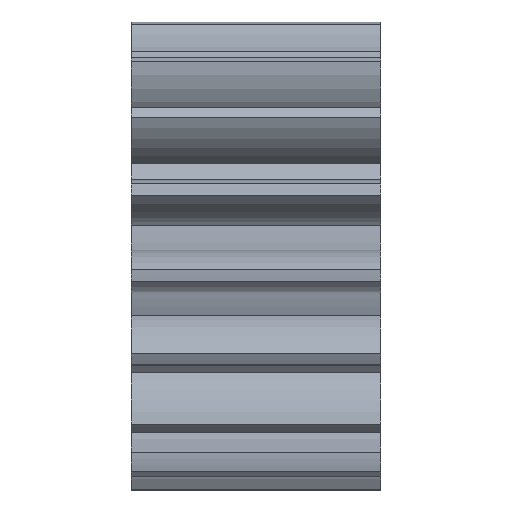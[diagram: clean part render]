
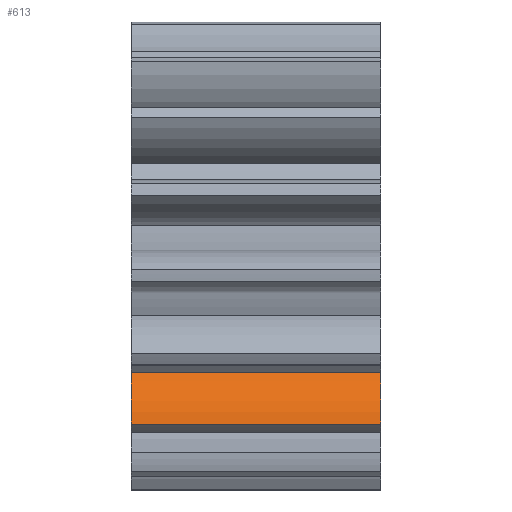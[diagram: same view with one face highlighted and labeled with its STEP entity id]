
A CAD part, top view. The second image highlights one B-rep face of the part: STEP entity #613.
In plain terms, the highlighted cylindrical face has radius 2.699 mm (diameter 5.398 mm), a partial arc.
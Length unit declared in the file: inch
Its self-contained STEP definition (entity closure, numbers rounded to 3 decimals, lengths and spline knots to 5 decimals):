
#7 = CIRCLE ( 'NONE', #1884, 0.10625 ) ;
#132 = CARTESIAN_POINT ( 'NONE',  ( 0.315, -0.14871, 0.17034 ) ) ;
#147 = AXIS2_PLACEMENT_3D ( 'NONE', #2679, #1837, #2481 ) ;
#190 = FACE_OUTER_BOUND ( 'NONE', #2708, .T. ) ;
#276 = DIRECTION ( 'NONE',  ( 1., 0., 0. ) ) ;
#437 = DIRECTION ( 'NONE',  ( 1., 0., 0. ) ) ;
#558 = CARTESIAN_POINT ( 'NONE',  ( 0., -0.14871, 0.17034 ) ) ;
#613 = ADVANCED_FACE ( 'NONE', ( #190 ), #1254, .T. ) ;
#707 = CARTESIAN_POINT ( 'NONE',  ( 0.315, -0.22858, 0.10027 ) ) ;
#873 = EDGE_CURVE ( 'NONE', #1540, #1880, #2350, .T. ) ;
#918 = DIRECTION ( 'NONE',  ( 0., 0.798, 0.603 ) ) ;
#944 = CARTESIAN_POINT ( 'NONE',  ( 0., -0.21421, 0.20554 ) ) ;
#1005 = CARTESIAN_POINT ( 'NONE',  ( 0.315, -0.14871, 0.17034 ) ) ;
#1151 = EDGE_CURVE ( 'NONE', #1880, #2558, #2521, .T. ) ;
#1220 = VECTOR ( 'NONE', #2504, 39.37008 ) ;
#1254 = CYLINDRICAL_SURFACE ( 'NONE', #147, 0.10625 ) ;
#1295 = ORIENTED_EDGE ( 'NONE', *, *, #1151, .T. ) ;
#1366 = EDGE_CURVE ( 'NONE', #2435, #1540, #7, .T. ) ;
#1414 = AXIS2_PLACEMENT_3D ( 'NONE', #1550, #276, #1767 ) ;
#1499 = CARTESIAN_POINT ( 'NONE',  ( 0.1575, -0.21421, 0.20554 ) ) ;
#1540 = VERTEX_POINT ( 'NONE', #132 ) ;
#1550 = CARTESIAN_POINT ( 'NONE',  ( 0., -0.22858, 0.10027 ) ) ;
#1767 = DIRECTION ( 'NONE',  ( 0., 0., -1. ) ) ;
#1837 = DIRECTION ( 'NONE',  ( -1., 0., 0. ) ) ;
#1880 = VERTEX_POINT ( 'NONE', #558 ) ;
#1882 = ORIENTED_EDGE ( 'NONE', *, *, #1366, .T. ) ;
#1884 = AXIS2_PLACEMENT_3D ( 'NONE', #707, #2196, #918 ) ;
#2183 = CARTESIAN_POINT ( 'NONE',  ( 0.315, -0.21421, 0.20554 ) ) ;
#2196 = DIRECTION ( 'NONE',  ( -1., 0., 0. ) ) ;
#2314 = EDGE_CURVE ( 'NONE', #2558, #2435, #2331, .T. ) ;
#2331 = LINE ( 'NONE', #1499, #2390 ) ;
#2350 = LINE ( 'NONE', #1005, #1220 ) ;
#2390 = VECTOR ( 'NONE', #437, 39.37008 ) ;
#2435 = VERTEX_POINT ( 'NONE', #2183 ) ;
#2439 = ORIENTED_EDGE ( 'NONE', *, *, #873, .T. ) ;
#2481 = DIRECTION ( 'NONE',  ( 0., 0., 1. ) ) ;
#2504 = DIRECTION ( 'NONE',  ( -1., 0., 0. ) ) ;
#2521 = CIRCLE ( 'NONE', #1414, 0.10625 ) ;
#2558 = VERTEX_POINT ( 'NONE', #944 ) ;
#2598 = ORIENTED_EDGE ( 'NONE', *, *, #2314, .T. ) ;
#2679 = CARTESIAN_POINT ( 'NONE',  ( 0.315, -0.22858, 0.10027 ) ) ;
#2708 = EDGE_LOOP ( 'NONE', ( #2598, #1882, #2439, #1295 ) ) ;
